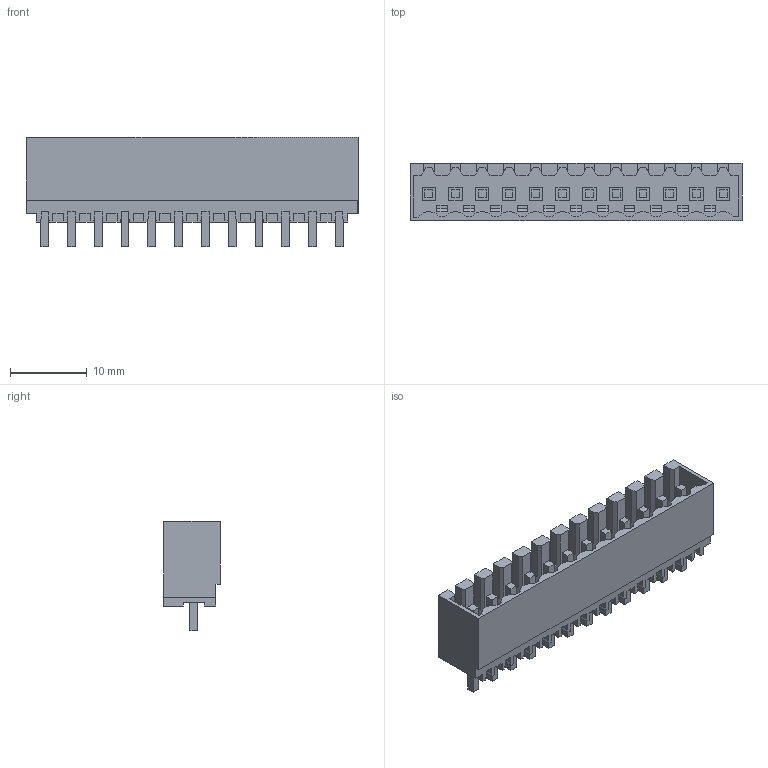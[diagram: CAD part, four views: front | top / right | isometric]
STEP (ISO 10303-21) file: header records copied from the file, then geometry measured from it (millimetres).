
FILE_DESCRIPTION(('CATIA V5 STEP Exchange','CAx-IF Rec.Pracs.--- Model Styling and Organization---1.2---2011-12-15'),'2;1');
FILE_NAME ('D1453181_0_1604570000_1604570000.stp','2018-03-12T10:26:29+00:00',('none'),('Weidmueller'),'CATIA Version 5-6 Release 2014','CATIA V5 STEP AP214','none');
FILE_SCHEMA(('AUTOMOTIVE_DESIGN { 1 0 10303 214 1 1 1 1 }'));
Length unit declared in the file: millimetre
Products named in the file (1): 1604570000
Bounding box: 43.4 x 7.45 x 14.25 mm (x, y, z)
Volume: 1418 mm3; surface area: 3988.9 mm2
Topology: 13 solids, 13 shells, 714 faces, 2101 edges, 1436 vertices
Faces by surface type: plane 702, cylinder 12
Entity records: 22500 total; most frequent: ORIENTED_EDGE 4202, CARTESIAN_POINT 3932, DIRECTION 2889, EDGE_CURVE 2101, VECTOR 2077, LINE 2077, VERTEX_POINT 1436, EDGE_LOOP 761
